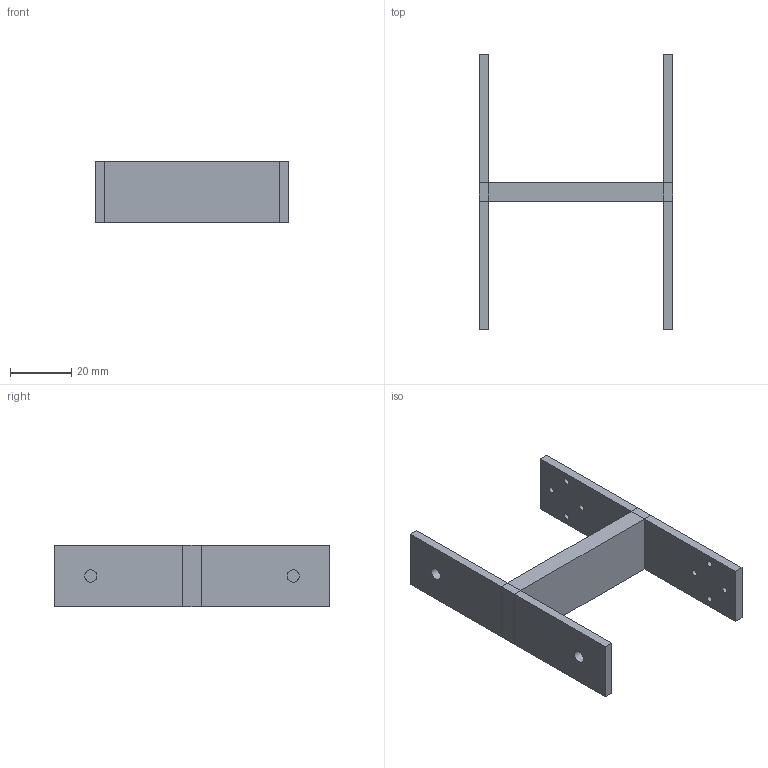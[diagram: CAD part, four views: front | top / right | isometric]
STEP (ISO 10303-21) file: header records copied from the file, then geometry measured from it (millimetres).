
FILE_DESCRIPTION(('FreeCAD Model'),'2;1');
FILE_NAME('Open CASCADE Shape Model','2022-08-07T15:21:18',('Author'),( ''),'Open CASCADE STEP processor 7.5','FreeCAD','Unknown');
FILE_SCHEMA(('AUTOMOTIVE_DESIGN { 1 0 10303 214 1 1 1 1 }'));
Length unit declared in the file: millimetre
Products named in the file (2): two servo frame 30kg combined; servo frame mg996r026
Assembly tree (1 placements, depth 2):
  two servo frame 30kg combined
    servo frame mg996r026
Bounding box: 63.2 x 90 x 20 mm (x, y, z)
Volume: 17513.2 mm3; surface area: 11380.1 mm2
Topology: 1 solids, 1 shells, 40 faces, 90 edges, 52 vertices
Faces by surface type: plane 30, cylinder 10
Full cylindrical faces by diameter (mm): 2 x8, 4 x2
Entity records: 2362 total; most frequent: CARTESIAN_POINT 424, DIRECTION 364, LINE 230, VECTOR 230, ORIENTED_EDGE 180, PCURVE 180, DEFINITIONAL_REPRESENTATION 180, EDGE_CURVE 90
